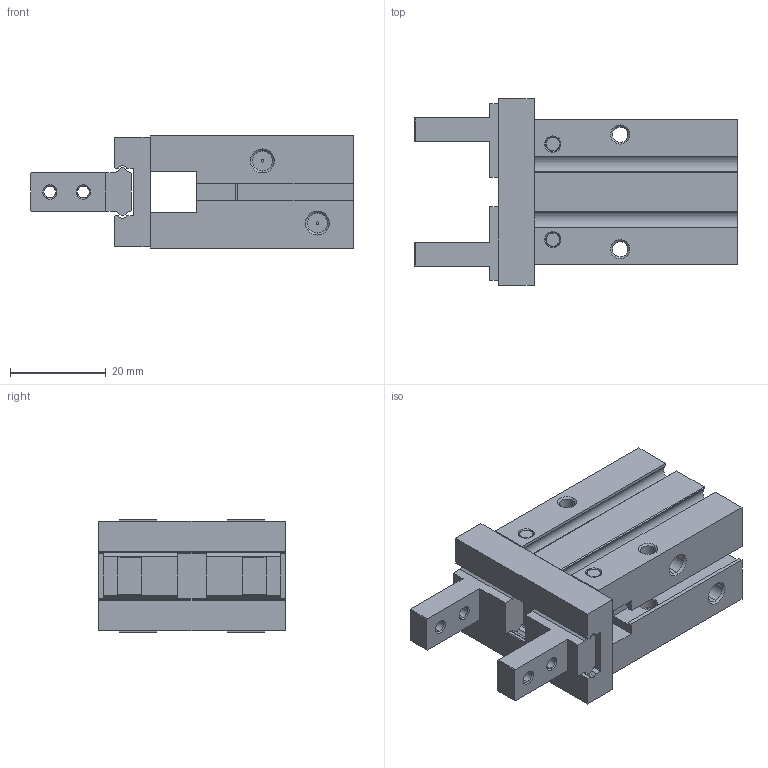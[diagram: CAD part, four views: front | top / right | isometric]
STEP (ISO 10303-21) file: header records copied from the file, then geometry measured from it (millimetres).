
FILE_DESCRIPTION (( 'STEP AP203' ), '1' );
FILE_NAME ('KP16MD-M.step', '2017-07-18T20:18:04', ( '' ), ( '' ), 'SwSTEP 2.0', 'SolidWorks 2017', '' );
FILE_SCHEMA (( 'CONFIG_CONTROL_DESIGN' ));
Length unit declared in the file: millimetre
Products named in the file (4): KP16MD-M-3; KP16MD-M-2; KP16MD-M; KP16MD-M-1
Assembly tree (3 placements, depth 2):
  KP16MD-M
    KP16MD-M-1
    KP16MD-M-3
    KP16MD-M-2
Bounding box: 67.5 x 39 x 23.5 mm (x, y, z)
Volume: 30182.2 mm3; surface area: 13383.2 mm2
Topology: 3 solids, 3 shells, 244 faces, 616 edges, 390 vertices
Faces by surface type: plane 116, cylinder 66, cone 62
Entity records: 7850 total; most frequent: CARTESIAN_POINT 1574, ORIENTED_EDGE 1232, DIRECTION 1220, EDGE_CURVE 616, AXIS2_PLACEMENT_3D 460, VERTEX_POINT 390, VECTOR 300, LINE 300
